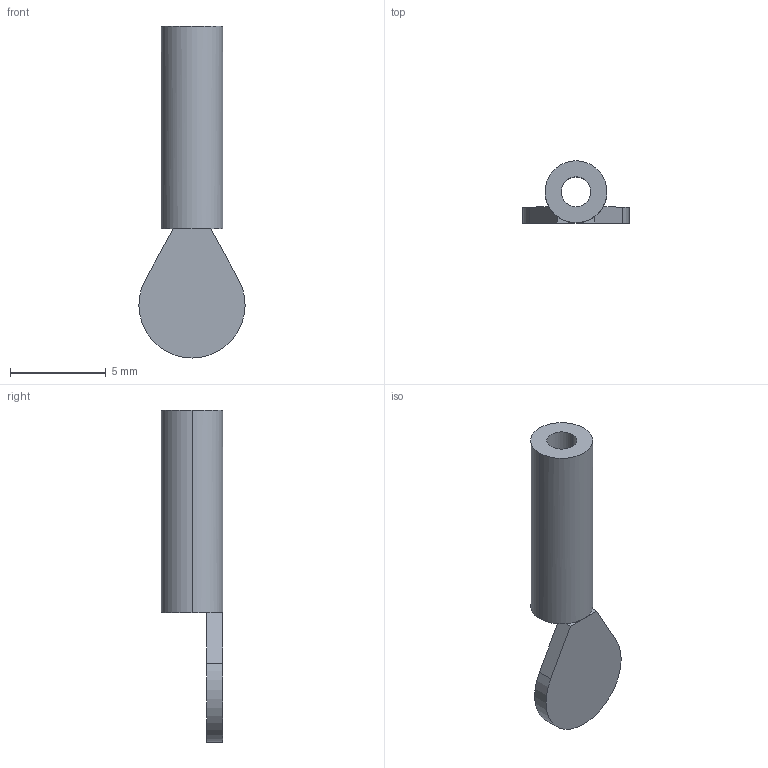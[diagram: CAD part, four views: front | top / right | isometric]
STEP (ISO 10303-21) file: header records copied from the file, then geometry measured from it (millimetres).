
FILE_DESCRIPTION(('produced by SPATIAL CORP'),'2;1');
FILE_NAME( 'lug-pgrip.prt.hh.sat.stp', '2002-04-19T13:58:50+00:00',('SPATIAL CORP'),('SPATIAL CORP'), 'ACIS STEP Husk','http://www.spatial.com','SPATIAL CORP');
FILE_SCHEMA(('CONFIG_CONTROL_DESIGN'));
Length unit declared in the file: millimetre
Products named in the file (1): PRODUCT_ID_1
Bounding box: 5.54 x 3.23 x 17.3 mm (x, y, z)
Volume: 89.9 mm3; surface area: 240.6 mm2
Topology: 1 solids, 1 shells, 14 faces, 35 edges, 22 vertices
Faces by surface type: plane 8, cylinder 6
Entity records: 497 total; most frequent: DIRECTION 73, ORIENTED_EDGE 70, CARTESIAN_POINT 68, EDGE_CURVE 35, AXIS2_PLACEMENT_3D 27, VERTEX_POINT 22, VECTOR 19, LINE 19
